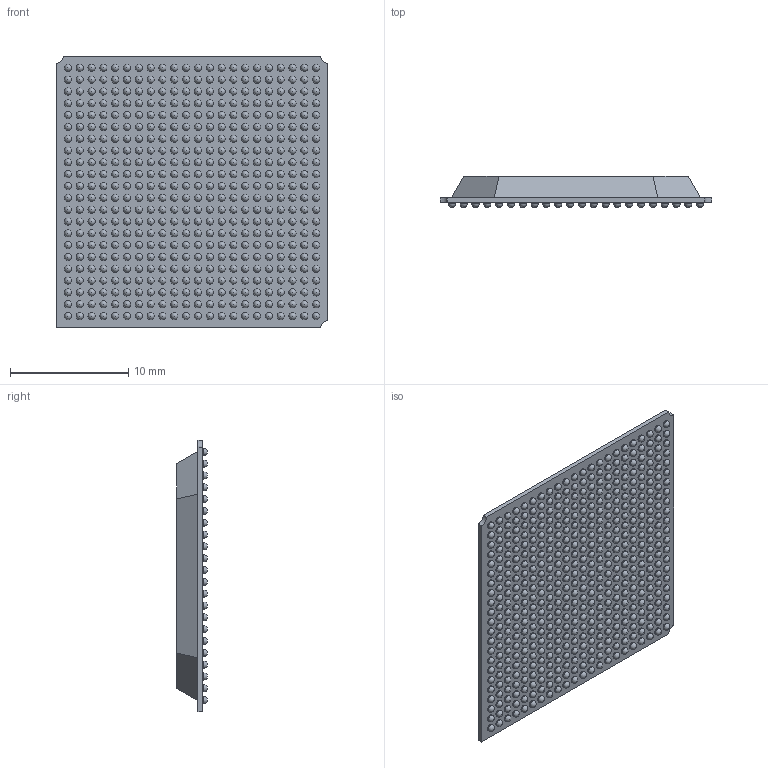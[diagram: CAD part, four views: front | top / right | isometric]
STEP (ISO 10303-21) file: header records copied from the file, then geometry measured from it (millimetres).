
FILE_DESCRIPTION (( 'STEP AP214' ), '1' );
FILE_NAME ('EP2C20F484C7N.STEP', '2020-06-20T21:54:28', ( '' ), ( '' ), 'SwSTEP 2.0', 'SolidWorks 2017', '' );
FILE_SCHEMA (( 'AUTOMOTIVE_DESIGN' ));
Length unit declared in the file: millimetre
Products named in the file (1): EP2C20F484C7N
Bounding box: 23 x 2.6 x 23 mm (x, y, z)
Volume: 935.9 mm3; surface area: 1657.6 mm2
Topology: 486 solids, 486 shells, 1477 faces, 3929 edges, 2942 vertices
Faces by surface type: sphere 968, plane 502, cylinder 7
Entity records: 38984 total; most frequent: DIRECTION 6899, CARTESIAN_POINT 5445, ORIENTED_EDGE 3986, AXIS2_PLACEMENT_3D 3428, EDGE_CURVE 1993, VERTEX_POINT 1974, EDGE_LOOP 1963, CIRCLE 1950
